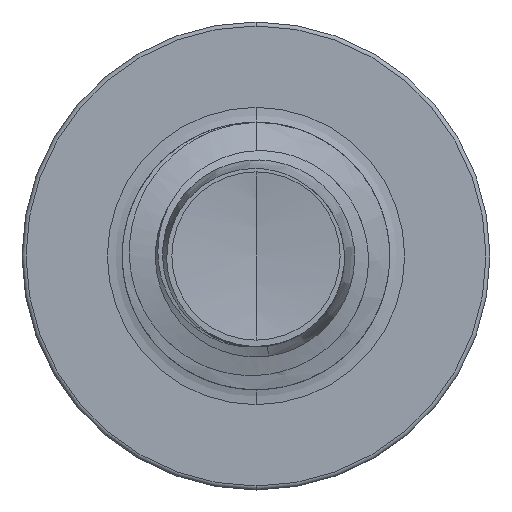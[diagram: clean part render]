
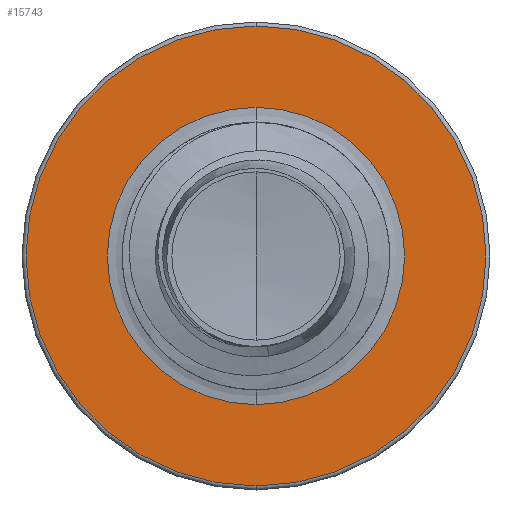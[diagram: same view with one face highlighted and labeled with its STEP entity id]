
A CAD part, front view. The second image highlights one B-rep face of the part: STEP entity #15743.
In plain terms, the highlighted planar face has unit normal (0, -1, 0).
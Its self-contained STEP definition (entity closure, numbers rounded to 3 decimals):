
#592 = EDGE_LOOP ( 'NONE', ( #3168, #4411 ) ) ;
#825 = VERTEX_POINT ( 'NONE', #10573 ) ;
#913 = CARTESIAN_POINT ( 'NONE',  ( 0., 6., -1.72 ) ) ;
#1161 = ORIENTED_EDGE ( 'NONE', *, *, #3750, .F. ) ;
#1732 = AXIS2_PLACEMENT_3D ( 'NONE', #4312, #16876, #6131 ) ;
#2372 = DIRECTION ( 'NONE',  ( 0., 1., 0. ) ) ;
#2468 = CARTESIAN_POINT ( 'NONE',  ( 0., 6., -1.112 ) ) ;
#3168 = ORIENTED_EDGE ( 'NONE', *, *, #11904, .T. ) ;
#3750 = EDGE_CURVE ( 'NONE', #22788, #3867, #20956, .T. ) ;
#3867 = VERTEX_POINT ( 'NONE', #913 ) ;
#4098 = AXIS2_PLACEMENT_3D ( 'NONE', #14029, #20049, #13564 ) ;
#4312 = CARTESIAN_POINT ( 'NONE',  ( 0., 6., 0. ) ) ;
#4411 = ORIENTED_EDGE ( 'NONE', *, *, #6197, .T. ) ;
#5348 = AXIS2_PLACEMENT_3D ( 'NONE', #22424, #16181, #5352 ) ;
#5352 = DIRECTION ( 'NONE',  ( 0., 0., 1. ) ) ;
#6131 = DIRECTION ( 'NONE',  ( 0., 0., 1. ) ) ;
#6197 = EDGE_CURVE ( 'NONE', #12140, #825, #8008, .T. ) ;
#6931 = CARTESIAN_POINT ( 'NONE',  ( 0., 6., 1.72 ) ) ;
#8008 = CIRCLE ( 'NONE', #4098, 1.112 ) ;
#9964 = CIRCLE ( 'NONE', #11825, 1.72 ) ;
#10537 = CIRCLE ( 'NONE', #1732, 1.112 ) ;
#10573 = CARTESIAN_POINT ( 'NONE',  ( 0., 6., 1.112 ) ) ;
#10810 = PLANE ( 'NONE',  #5348 ) ;
#11825 = AXIS2_PLACEMENT_3D ( 'NONE', #13531, #2372, #15277 ) ;
#11904 = EDGE_CURVE ( 'NONE', #825, #12140, #10537, .T. ) ;
#11939 = EDGE_CURVE ( 'NONE', #3867, #22788, #9964, .T. ) ;
#12140 = VERTEX_POINT ( 'NONE', #2468 ) ;
#12965 = EDGE_LOOP ( 'NONE', ( #1161, #16156 ) ) ;
#13300 = AXIS2_PLACEMENT_3D ( 'NONE', #15312, #15293, #15289 ) ;
#13531 = CARTESIAN_POINT ( 'NONE',  ( 0., 6., 0. ) ) ;
#13564 = DIRECTION ( 'NONE',  ( 0., 0., 1. ) ) ;
#14029 = CARTESIAN_POINT ( 'NONE',  ( 0., 6., 0. ) ) ;
#15277 = DIRECTION ( 'NONE',  ( 0., 0., 1. ) ) ;
#15289 = DIRECTION ( 'NONE',  ( 0., 0., 1. ) ) ;
#15293 = DIRECTION ( 'NONE',  ( 0., 1., 0. ) ) ;
#15312 = CARTESIAN_POINT ( 'NONE',  ( 0., 6., 0. ) ) ;
#15743 = ADVANCED_FACE ( 'NONE', ( #20633, #16873 ), #10810, .F. ) ;
#16156 = ORIENTED_EDGE ( 'NONE', *, *, #11939, .F. ) ;
#16181 = DIRECTION ( 'NONE',  ( 0., 1., 0. ) ) ;
#16873 = FACE_BOUND ( 'NONE', #592, .T. ) ;
#16876 = DIRECTION ( 'NONE',  ( 0., 1., 0. ) ) ;
#20049 = DIRECTION ( 'NONE',  ( 0., 1., 0. ) ) ;
#20633 = FACE_OUTER_BOUND ( 'NONE', #12965, .T. ) ;
#20956 = CIRCLE ( 'NONE', #13300, 1.72 ) ;
#22424 = CARTESIAN_POINT ( 'NONE',  ( 0., 6., -1.112 ) ) ;
#22788 = VERTEX_POINT ( 'NONE', #6931 ) ;
